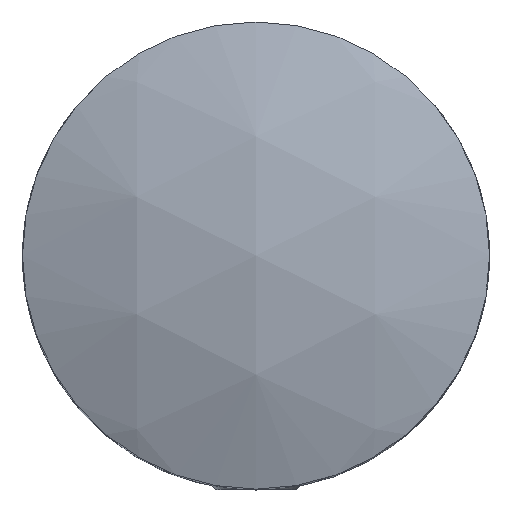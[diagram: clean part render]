
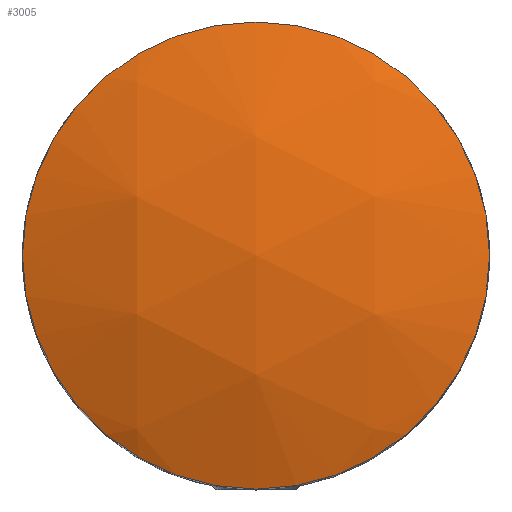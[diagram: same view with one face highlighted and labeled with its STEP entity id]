
A CAD part, top view. The second image highlights one B-rep face of the part: STEP entity #3005.
In plain terms, the highlighted spherical face has radius 28 mm.
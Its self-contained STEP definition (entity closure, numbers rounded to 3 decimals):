
#867 = EDGE_LOOP ( 'NONE', ( #15687 ) ) ;
#2638 = AXIS2_PLACEMENT_3D ( 'NONE', #4516, #20819, #19195 ) ;
#3005 = ADVANCED_FACE ( 'NONE', ( #14522 ), #3620, .T. ) ;
#3620 = SPHERICAL_SURFACE ( 'NONE', #3935, 28. ) ;
#3935 = AXIS2_PLACEMENT_3D ( 'NONE', #22360, #13209, #15039 ) ;
#4172 = VERTEX_POINT ( 'NONE', #6300 ) ;
#4516 = CARTESIAN_POINT ( 'NONE',  ( 0., 0., 23.749 ) ) ;
#6300 = CARTESIAN_POINT ( 'NONE',  ( 11., 0., 23.749 ) ) ;
#11031 = CIRCLE ( 'NONE', #2638, 11. ) ;
#13209 = DIRECTION ( 'NONE',  ( -1., 0., 0. ) ) ;
#13605 = EDGE_CURVE ( 'NONE', #4172, #4172, #11031, .T. ) ;
#14522 = FACE_OUTER_BOUND ( 'NONE', #867, .T. ) ;
#15039 = DIRECTION ( 'NONE',  ( 0., 1., 0. ) ) ;
#15687 = ORIENTED_EDGE ( 'NONE', *, *, #13605, .T. ) ;
#19195 = DIRECTION ( 'NONE',  ( 1., 0., 0. ) ) ;
#20819 = DIRECTION ( 'NONE',  ( 0., 0., 1. ) ) ;
#22360 = CARTESIAN_POINT ( 'NONE',  ( 0., 0., -2. ) ) ;
